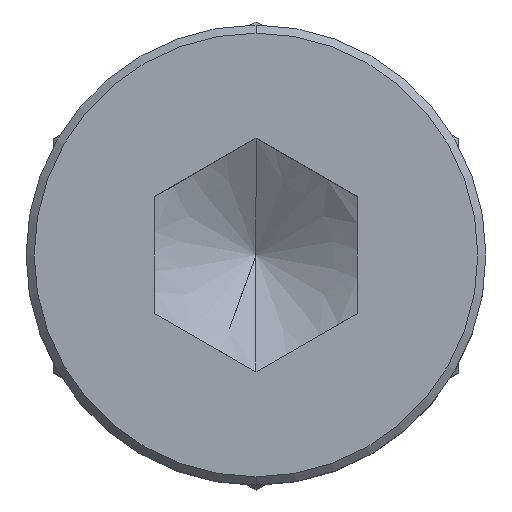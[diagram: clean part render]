
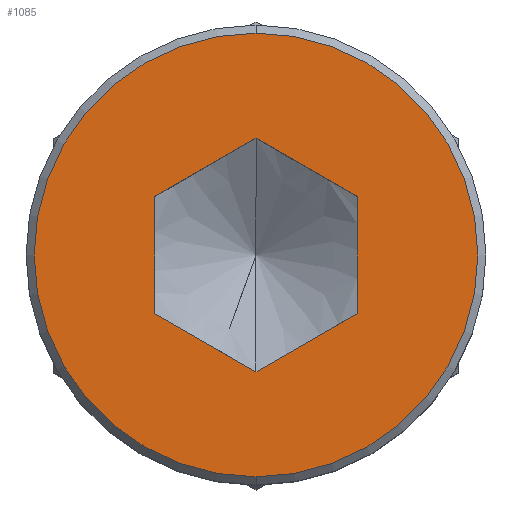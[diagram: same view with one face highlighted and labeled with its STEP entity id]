
A CAD part, top view. The second image highlights one B-rep face of the part: STEP entity #1085.
In plain terms, the highlighted planar face has unit normal (0, 0, 1).
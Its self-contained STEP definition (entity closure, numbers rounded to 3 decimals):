
#91 = EDGE_CURVE('',#92,#94,#96,.T.);
#92 = VERTEX_POINT('',#93);
#93 = CARTESIAN_POINT('',(0.,-2.74,3.));
#94 = VERTEX_POINT('',#95);
#95 = CARTESIAN_POINT('',(0.,2.74,3.));
#96 = CIRCLE('',#97,2.74);
#97 = AXIS2_PLACEMENT_3D('',#98,#99,#100);
#98 = CARTESIAN_POINT('',(0.,0.,3.));
#99 = DIRECTION('',(0.,0.,1.));
#100 = DIRECTION('',(0.,-1.,0.));
#1085 = ADVANCED_FACE('',(#1086,#1136),#1146,.T.);
#1086 = FACE_BOUND('',#1087,.T.);
#1087 = EDGE_LOOP('',(#1088,#1098,#1106,#1114,#1122,#1130));
#1088 = ORIENTED_EDGE('',*,*,#1089,.F.);
#1089 = EDGE_CURVE('',#1090,#1092,#1094,.T.);
#1090 = VERTEX_POINT('',#1091);
#1091 = CARTESIAN_POINT('',(0.,1.443,3.));
#1092 = VERTEX_POINT('',#1093);
#1093 = CARTESIAN_POINT('',(-1.25,0.722,3.));
#1094 = LINE('',#1095,#1096);
#1095 = CARTESIAN_POINT('',(0.,1.443,3.));
#1096 = VECTOR('',#1097,1.);
#1097 = DIRECTION('',(-0.866,-0.5,0.));
#1098 = ORIENTED_EDGE('',*,*,#1099,.F.);
#1099 = EDGE_CURVE('',#1100,#1090,#1102,.T.);
#1100 = VERTEX_POINT('',#1101);
#1101 = CARTESIAN_POINT('',(1.25,0.722,3.));
#1102 = LINE('',#1103,#1104);
#1103 = CARTESIAN_POINT('',(1.25,0.722,3.));
#1104 = VECTOR('',#1105,1.);
#1105 = DIRECTION('',(-0.866,0.5,0.));
#1106 = ORIENTED_EDGE('',*,*,#1107,.F.);
#1107 = EDGE_CURVE('',#1108,#1100,#1110,.T.);
#1108 = VERTEX_POINT('',#1109);
#1109 = CARTESIAN_POINT('',(1.25,-0.722,3.));
#1110 = LINE('',#1111,#1112);
#1111 = CARTESIAN_POINT('',(1.25,-0.722,3.));
#1112 = VECTOR('',#1113,1.);
#1113 = DIRECTION('',(0.,1.,0.));
#1114 = ORIENTED_EDGE('',*,*,#1115,.F.);
#1115 = EDGE_CURVE('',#1116,#1108,#1118,.T.);
#1116 = VERTEX_POINT('',#1117);
#1117 = CARTESIAN_POINT('',(0.,-1.443,3.));
#1118 = LINE('',#1119,#1120);
#1119 = CARTESIAN_POINT('',(0.,-1.443,3.));
#1120 = VECTOR('',#1121,1.);
#1121 = DIRECTION('',(0.866,0.5,0.));
#1122 = ORIENTED_EDGE('',*,*,#1123,.F.);
#1123 = EDGE_CURVE('',#1124,#1116,#1126,.T.);
#1124 = VERTEX_POINT('',#1125);
#1125 = CARTESIAN_POINT('',(-1.25,-0.722,3.));
#1126 = LINE('',#1127,#1128);
#1127 = CARTESIAN_POINT('',(-1.25,-0.722,3.));
#1128 = VECTOR('',#1129,1.);
#1129 = DIRECTION('',(0.866,-0.5,0.));
#1130 = ORIENTED_EDGE('',*,*,#1131,.F.);
#1131 = EDGE_CURVE('',#1092,#1124,#1132,.T.);
#1132 = LINE('',#1133,#1134);
#1133 = CARTESIAN_POINT('',(-1.25,0.722,3.));
#1134 = VECTOR('',#1135,1.);
#1135 = DIRECTION('',(0.,-1.,0.));
#1136 = FACE_BOUND('',#1137,.T.);
#1137 = EDGE_LOOP('',(#1138,#1145));
#1138 = ORIENTED_EDGE('',*,*,#1139,.T.);
#1139 = EDGE_CURVE('',#94,#92,#1140,.T.);
#1140 = CIRCLE('',#1141,2.74);
#1141 = AXIS2_PLACEMENT_3D('',#1142,#1143,#1144);
#1142 = CARTESIAN_POINT('',(0.,0.,3.));
#1143 = DIRECTION('',(0.,0.,1.));
#1144 = DIRECTION('',(0.,-1.,0.));
#1145 = ORIENTED_EDGE('',*,*,#91,.T.);
#1146 = PLANE('',#1147);
#1147 = AXIS2_PLACEMENT_3D('',#1148,#1149,#1150);
#1148 = CARTESIAN_POINT('',(0.,0.,3.));
#1149 = DIRECTION('',(0.,0.,1.));
#1150 = DIRECTION('',(0.,-1.,0.));
